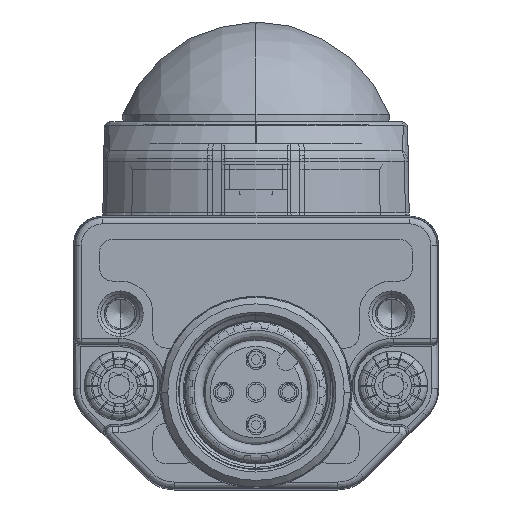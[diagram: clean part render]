
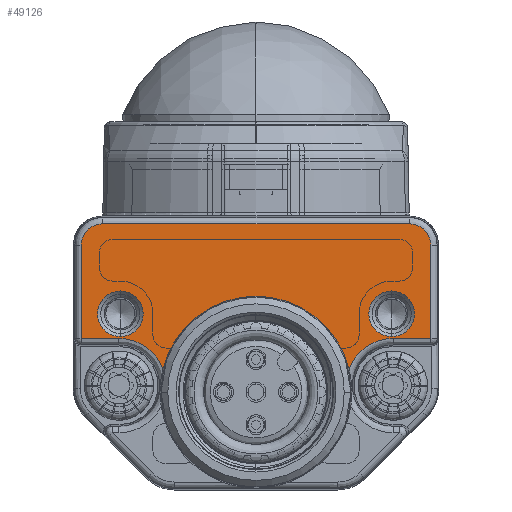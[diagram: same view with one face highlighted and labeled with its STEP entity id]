
A CAD part, left-side view. The second image highlights one B-rep face of the part: STEP entity #49126.
In plain terms, the highlighted face is planar.
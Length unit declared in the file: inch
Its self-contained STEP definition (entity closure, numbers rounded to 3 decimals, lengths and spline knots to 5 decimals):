
#44085=CARTESIAN_POINT('',(13.,13.5,10.3923));
#44086=DIRECTION('',(-1.,0.,0.));
#44087=DIRECTION('',(0.,1.,0.));
#44088=AXIS2_PLACEMENT_3D('',#44085,#44086,#44087);
#44090=CARTESIAN_POINT('',(13.,13.5,10.3923));
#44091=DIRECTION('',(-1.,0.,0.));
#44092=DIRECTION('',(0.,-1.,0.));
#44093=AXIS2_PLACEMENT_3D('',#44090,#44091,#44092);
#44095=CARTESIAN_POINT('',(13.,13.5,-10.3923));
#44096=DIRECTION('',(-1.,0.,0.));
#44097=DIRECTION('',(0.,-1.,0.));
#44098=AXIS2_PLACEMENT_3D('',#44095,#44096,#44097);
#44100=CARTESIAN_POINT('',(13.,13.5,-10.3923));
#44101=DIRECTION('',(-1.,0.,0.));
#44102=DIRECTION('',(0.,1.,0.));
#44103=AXIS2_PLACEMENT_3D('',#44100,#44101,#44102);
#44105=CARTESIAN_POINT('',(13.,8.,-10.5));
#44106=DIRECTION('',(-1.,0.,0.));
#44107=DIRECTION('',(0.,0.359,0.933));
#44108=AXIS2_PLACEMENT_3D('',#44105,#44106,#44107);
#44110=CARTESIAN_POINT('',(13.,7.5,0.));
#44111=DIRECTION('',(1.,0.,0.));
#44112=DIRECTION('',(0.,0.244,-0.97));
#44113=AXIS2_PLACEMENT_3D('',#44110,#44111,#44112);
#44115=CARTESIAN_POINT('',(13.,8.,10.5));
#44116=DIRECTION('',(-1.,0.,0.));
#44117=DIRECTION('',(0.,1.,0.));
#44118=AXIS2_PLACEMENT_3D('',#44115,#44116,#44117);
#44120=DIRECTION('',(0.,0.,-1.));
#44121=VECTOR('',#44120,2.8909);
#44122=CARTESIAN_POINT('',(13.,11.61353,13.3909));
#44123=LINE('',#44122,#44121);
#44124=DIRECTION('',(0.,-1.,0.));
#44125=VECTOR('',#44124,7.13647);
#44126=CARTESIAN_POINT('',(13.,18.75,13.3909));
#44127=LINE('',#44126,#44125);
#44128=CARTESIAN_POINT('',(13.,18.75,11.75));
#44129=DIRECTION('',(1.,0.,0.));
#44130=DIRECTION('',(0.,1.,0.));
#44131=AXIS2_PLACEMENT_3D('',#44128,#44129,#44130);
#44133=DIRECTION('',(0.,0.,1.));
#44134=VECTOR('',#44133,23.5);
#44135=CARTESIAN_POINT('',(13.,20.3909,-11.75));
#44136=LINE('',#44135,#44134);
#44137=CARTESIAN_POINT('',(13.,18.75,-11.75));
#44138=DIRECTION('',(1.,0.,0.));
#44139=DIRECTION('',(0.,0.,-1.));
#44140=AXIS2_PLACEMENT_3D('',#44137,#44138,#44139);
#44142=DIRECTION('',(0.,1.,0.));
#44143=VECTOR('',#44142,7.13647);
#44144=CARTESIAN_POINT('',(13.,11.61353,-13.3909));
#44145=LINE('',#44144,#44143);
#44146=DIRECTION('',(0.,0.,-1.));
#44147=VECTOR('',#44146,2.8909);
#44148=CARTESIAN_POINT('',(13.,11.61353,-10.5));
#44149=LINE('',#44148,#44147);
#44326=CARTESIAN_POINT('',(13.,9.29654,-7.1271));
#44394=CARTESIAN_POINT('',(13.,9.29654,7.12711));
#48404=VERTEX_POINT('',#44326);
#48405=VERTEX_POINT('',#44394);
#48470=CARTESIAN_POINT('',(13.,20.3909,11.75));
#48471=CARTESIAN_POINT('',(13.,18.75,13.3909));
#48472=VERTEX_POINT('',#48470);
#48473=VERTEX_POINT('',#48471);
#48478=CARTESIAN_POINT('',(13.,20.3909,-11.75));
#48479=VERTEX_POINT('',#48478);
#48482=CARTESIAN_POINT('',(13.,18.75,-13.3909));
#48483=VERTEX_POINT('',#48482);
#48510=CARTESIAN_POINT('',(13.,15.25,10.3923));
#48511=CARTESIAN_POINT('',(13.,11.75,10.3923));
#48512=VERTEX_POINT('',#48510);
#48513=VERTEX_POINT('',#48511);
#48514=CARTESIAN_POINT('',(13.,11.75,-10.3923));
#48515=CARTESIAN_POINT('',(13.,15.25,-10.3923));
#48516=VERTEX_POINT('',#48514);
#48517=VERTEX_POINT('',#48515);
#48518=CARTESIAN_POINT('',(13.,11.61353,-10.5));
#48519=VERTEX_POINT('',#48518);
#48520=CARTESIAN_POINT('',(13.,11.61353,-13.3909));
#48521=VERTEX_POINT('',#48520);
#48556=CARTESIAN_POINT('',(13.,11.61353,10.5));
#48557=VERTEX_POINT('',#48556);
#48558=CARTESIAN_POINT('',(13.,11.61353,13.3909));
#48559=VERTEX_POINT('',#48558);
#49087=CARTESIAN_POINT('',(13.,0.,0.));
#49088=DIRECTION('',(1.,0.,0.));
#49089=DIRECTION('',(0.,0.,-1.));
#49090=AXIS2_PLACEMENT_3D('',#49087,#49088,#49089);
#49091=PLANE('',#49090);
#49093=ORIENTED_EDGE('',*,*,#49092,.F.);
#49095=ORIENTED_EDGE('',*,*,#49094,.T.);
#49097=ORIENTED_EDGE('',*,*,#49096,.F.);
#49099=ORIENTED_EDGE('',*,*,#49098,.F.);
#49101=ORIENTED_EDGE('',*,*,#49100,.F.);
#49103=ORIENTED_EDGE('',*,*,#49102,.F.);
#49105=ORIENTED_EDGE('',*,*,#49104,.F.);
#49107=ORIENTED_EDGE('',*,*,#49106,.F.);
#49109=ORIENTED_EDGE('',*,*,#49108,.F.);
#49111=ORIENTED_EDGE('',*,*,#49110,.F.);
#49112=EDGE_LOOP('',(#49093,#49095,#49097,#49099,#49101,#49103,#49105,#49107,
#49109,#49111));
#49113=FACE_OUTER_BOUND('',#49112,.F.);
#49115=ORIENTED_EDGE('',*,*,#49114,.F.);
#49117=ORIENTED_EDGE('',*,*,#49116,.F.);
#49118=EDGE_LOOP('',(#49115,#49117));
#49119=FACE_BOUND('',#49118,.F.);
#49121=ORIENTED_EDGE('',*,*,#49120,.F.);
#49123=ORIENTED_EDGE('',*,*,#49122,.F.);
#49124=EDGE_LOOP('',(#49121,#49123));
#49125=FACE_BOUND('',#49124,.F.);
#49126=ADVANCED_FACE('',(#49113,#49119,#49125),#49091,.T.);
#44089=CIRCLE('',#44088,1.75);
#44094=CIRCLE('',#44093,1.75);
#44099=CIRCLE('',#44098,1.75);
#44104=CIRCLE('',#44103,1.75);
#44109=CIRCLE('',#44108,3.61353);
#44114=CIRCLE('',#44113,7.35);
#44119=CIRCLE('',#44118,3.61353);
#44132=CIRCLE('',#44131,1.6409);
#44141=CIRCLE('',#44140,1.6409);
#49092=EDGE_CURVE('',#48404,#48519,#44109,.T.);
#49094=EDGE_CURVE('',#48404,#48405,#44114,.T.);
#49096=EDGE_CURVE('',#48557,#48405,#44119,.T.);
#49098=EDGE_CURVE('',#48559,#48557,#44123,.T.);
#49100=EDGE_CURVE('',#48473,#48559,#44127,.T.);
#49102=EDGE_CURVE('',#48472,#48473,#44132,.T.);
#49104=EDGE_CURVE('',#48479,#48472,#44136,.T.);
#49106=EDGE_CURVE('',#48483,#48479,#44141,.T.);
#49108=EDGE_CURVE('',#48521,#48483,#44145,.T.);
#49110=EDGE_CURVE('',#48519,#48521,#44149,.T.);
#49114=EDGE_CURVE('',#48512,#48513,#44089,.T.);
#49116=EDGE_CURVE('',#48513,#48512,#44094,.T.);
#49120=EDGE_CURVE('',#48516,#48517,#44099,.T.);
#49122=EDGE_CURVE('',#48517,#48516,#44104,.T.);
